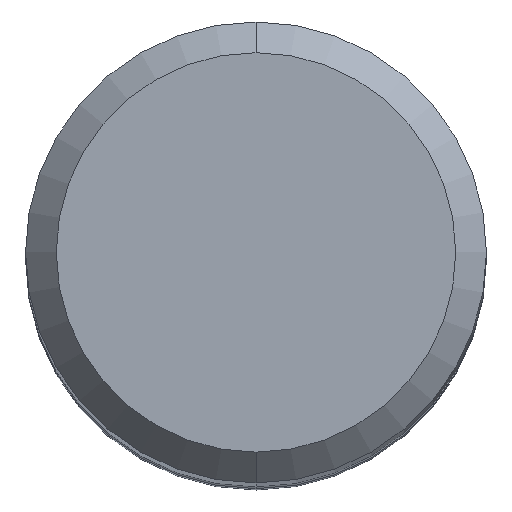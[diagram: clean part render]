
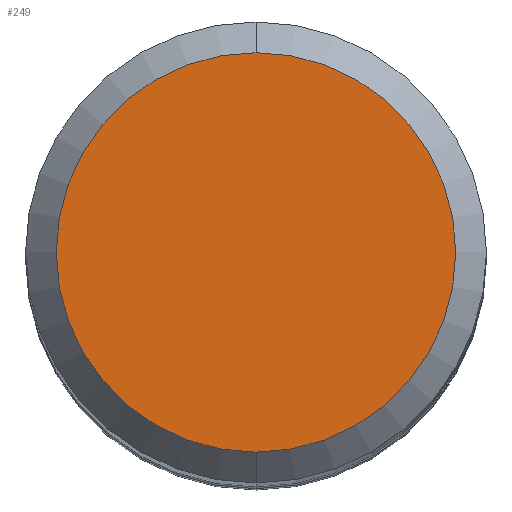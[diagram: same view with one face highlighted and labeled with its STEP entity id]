
A CAD part, top view. The second image highlights one B-rep face of the part: STEP entity #249.
In plain terms, the highlighted planar face has unit normal (0, 0, 1).
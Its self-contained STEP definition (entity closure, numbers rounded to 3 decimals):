
#249=ADVANCED_FACE('',(#642),#643,.T.);
#291=EDGE_CURVE('',#395,#447,#692,.T.);
#395=VERTEX_POINT('',#802);
#447=VERTEX_POINT('',#858);
#477=EDGE_CURVE('',#447,#395,#891,.T.);
#642=FACE_OUTER_BOUND('',#1093,.T.);
#643=PLANE('',#1094);
#692=CIRCLE('',#1178,2.6);
#802=CARTESIAN_POINT('',(0.0,2.6,0.0));
#858=CARTESIAN_POINT('',(0.,-2.6,0.0));
#891=CIRCLE('',#1544,2.6);
#1093=EDGE_LOOP('',(#1834,#1835));
#1094=AXIS2_PLACEMENT_3D('',#1836,#1837,#1838);
#1178=AXIS2_PLACEMENT_3D('',#1908,#1909,#1910);
#1544=AXIS2_PLACEMENT_3D('',#2102,#2103,#2104);
#1834=ORIENTED_EDGE('',*,*,#291,.F.);
#1835=ORIENTED_EDGE('',*,*,#477,.F.);
#1836=CARTESIAN_POINT('',(0.0,1.3,0.0));
#1837=DIRECTION('',(-0.0,0.0,1.0));
#1838=DIRECTION('',(0.0,-1.0,0.0));
#1908=CARTESIAN_POINT('',(0.0,0.0,0.0));
#1909=DIRECTION('',(0.0,0.0,-1.0));
#1910=DIRECTION('',(0.0,1.0,0.0));
#2102=CARTESIAN_POINT('',(0.0,0.0,0.0));
#2103=DIRECTION('',(0.0,0.0,-1.0));
#2104=DIRECTION('',(0.0,1.0,0.0));
